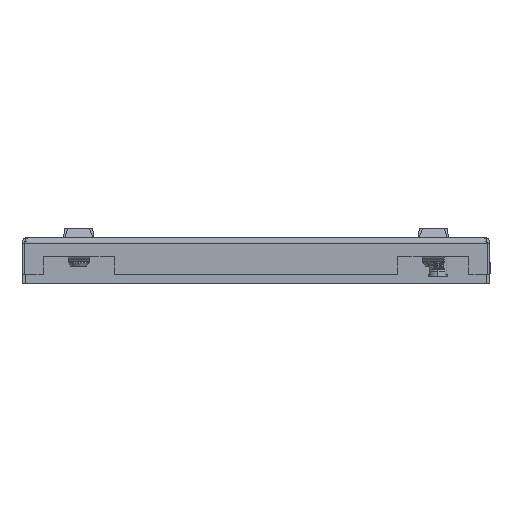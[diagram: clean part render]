
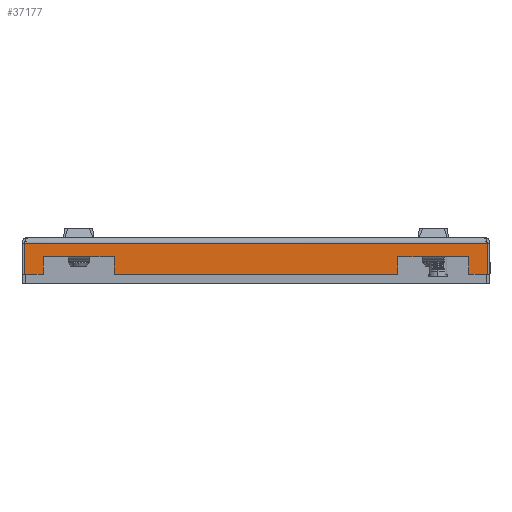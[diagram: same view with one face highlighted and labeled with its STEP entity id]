
A CAD part, left-side view. The second image highlights one B-rep face of the part: STEP entity #37177.
In plain terms, the highlighted planar face has unit normal (-1, 0, 0).
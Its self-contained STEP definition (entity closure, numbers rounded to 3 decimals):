
#2611 = DIRECTION ( 'NONE',  ( 0., 0., -1. ) ) ;
#2613 = CARTESIAN_POINT ( 'NONE',  ( -232.5, -97.999, 195.701 ) ) ;
#2614 = DIRECTION ( 'NONE',  ( 0., -1., 0. ) ) ;
#2615 = CARTESIAN_POINT ( 'NONE',  ( -232.5, -98., -14. ) ) ;
#2616 = DIRECTION ( 'NONE',  ( 0., 0., -1. ) ) ;
#2617 = CARTESIAN_POINT ( 'NONE',  ( -232.5, -90., -14. ) ) ;
#2618 = DIRECTION ( 'NONE',  ( 0., -1., 0. ) ) ;
#2619 = CARTESIAN_POINT ( 'NONE',  ( -232.5, -90., -6.5 ) ) ;
#2620 = DIRECTION ( 'NONE',  ( 0., 0., 1. ) ) ;
#2621 = CARTESIAN_POINT ( 'NONE',  ( -232.5, -60., -14. ) ) ;
#2622 = DIRECTION ( 'NONE',  ( 0., -1., 0. ) ) ;
#2623 = CARTESIAN_POINT ( 'NONE',  ( -232.5, -98., -14. ) ) ;
#2624 = DIRECTION ( 'NONE',  ( 0., 0., -1. ) ) ;
#2625 = CARTESIAN_POINT ( 'NONE',  ( -232.5, 60., -14. ) ) ;
#2626 = DIRECTION ( 'NONE',  ( 0., -1., 0. ) ) ;
#2627 = CARTESIAN_POINT ( 'NONE',  ( -232.5, 90., -6.5 ) ) ;
#2628 = DIRECTION ( 'NONE',  ( 0., 0., 1. ) ) ;
#2629 = CARTESIAN_POINT ( 'NONE',  ( -232.5, 90., -14. ) ) ;
#2630 = DIRECTION ( 'NONE',  ( 0., -1., 0. ) ) ;
#2631 = DIRECTION ( 'NONE',  ( 0., 0., -1. ) ) ;
#2633 = CARTESIAN_POINT ( 'NONE',  ( -232.5, 97.999, 195.697 ) ) ;
#2634 = DIRECTION ( 'NONE',  ( 0., -1., 0. ) ) ;
#2639 = CARTESIAN_POINT ( 'NONE',  ( -232.5, -98., -14. ) ) ;
#2640 = CARTESIAN_POINT ( 'NONE',  ( -232.5, 196.01, -0.75 ) ) ;
#3096 = EDGE_CURVE ( 'NONE', #11149, #11151, #59219, .T. ) ;
#3097 = EDGE_CURVE ( 'NONE', #11149, #11175, #59224, .T. ) ;
#3098 = EDGE_CURVE ( 'NONE', #11175, #11181, #59226, .T. ) ;
#3099 = EDGE_CURVE ( 'NONE', #11181, #11183, #59229, .T. ) ;
#3100 = EDGE_CURVE ( 'NONE', #11183, #11184, #59231, .T. ) ;
#3101 = EDGE_CURVE ( 'NONE', #11184, #11187, #59233, .T. ) ;
#3102 = EDGE_CURVE ( 'NONE', #11187, #11189, #59235, .T. ) ;
#3103 = EDGE_CURVE ( 'NONE', #11189, #11191, #59237, .T. ) ;
#3104 = EDGE_CURVE ( 'NONE', #11191, #11192, #59239, .T. ) ;
#3105 = EDGE_CURVE ( 'NONE', #11192, #11194, #59241, .T. ) ;
#3106 = EDGE_CURVE ( 'NONE', #11194, #11196, #59243, .T. ) ;
#3107 = EDGE_CURVE ( 'NONE', #11151, #11196, #59245, .T. ) ;
#6289 = AXIS2_PLACEMENT_3D ( 'NONE', #49257, #49215, #49214 ) ;
#11149 = VERTEX_POINT ( 'NONE', #18398 ) ;
#11151 = VERTEX_POINT ( 'NONE', #18397 ) ;
#11175 = VERTEX_POINT ( 'NONE', #18386 ) ;
#11181 = VERTEX_POINT ( 'NONE', #18383 ) ;
#11183 = VERTEX_POINT ( 'NONE', #18382 ) ;
#11184 = VERTEX_POINT ( 'NONE', #18381 ) ;
#11187 = VERTEX_POINT ( 'NONE', #18380 ) ;
#11189 = VERTEX_POINT ( 'NONE', #18379 ) ;
#11191 = VERTEX_POINT ( 'NONE', #18378 ) ;
#11192 = VERTEX_POINT ( 'NONE', #18377 ) ;
#11194 = VERTEX_POINT ( 'NONE', #18376 ) ;
#11196 = VERTEX_POINT ( 'NONE', #18375 ) ;
#17746 = EDGE_LOOP ( 'NONE', ( #46734, #46737, #46739, #46741, #46743, #46745, #46747, #46750, #46752, #46754, #46756, #46758 ) ) ;
#18375 = CARTESIAN_POINT ( 'NONE',  ( -232.5, -97.999, -14. ) ) ;
#18376 = CARTESIAN_POINT ( 'NONE',  ( -232.5, -90., -14. ) ) ;
#18377 = CARTESIAN_POINT ( 'NONE',  ( -232.5, -90., -6.5 ) ) ;
#18378 = CARTESIAN_POINT ( 'NONE',  ( -232.5, -60., -6.5 ) ) ;
#18379 = CARTESIAN_POINT ( 'NONE',  ( -232.5, -60., -14. ) ) ;
#18380 = CARTESIAN_POINT ( 'NONE',  ( -232.5, 60., -14. ) ) ;
#18381 = CARTESIAN_POINT ( 'NONE',  ( -232.5, 60., -6.5 ) ) ;
#18382 = CARTESIAN_POINT ( 'NONE',  ( -232.5, 90., -6.5 ) ) ;
#18383 = CARTESIAN_POINT ( 'NONE',  ( -232.5, 90., -14. ) ) ;
#18386 = CARTESIAN_POINT ( 'NONE',  ( -232.5, 97.999, -14. ) ) ;
#18397 = CARTESIAN_POINT ( 'NONE',  ( -232.5, -97.999, -0.75 ) ) ;
#18398 = CARTESIAN_POINT ( 'NONE',  ( -232.5, 97.999, -0.75 ) ) ;
#37177 = ADVANCED_FACE ( 'NONE', ( #59721 ), #49217, .F. ) ;
#46734 = ORIENTED_EDGE ( 'NONE', *, *, #3096, .F. ) ;
#46737 = ORIENTED_EDGE ( 'NONE', *, *, #3097, .T. ) ;
#46739 = ORIENTED_EDGE ( 'NONE', *, *, #3098, .T. ) ;
#46741 = ORIENTED_EDGE ( 'NONE', *, *, #3099, .T. ) ;
#46743 = ORIENTED_EDGE ( 'NONE', *, *, #3100, .T. ) ;
#46745 = ORIENTED_EDGE ( 'NONE', *, *, #3101, .T. ) ;
#46747 = ORIENTED_EDGE ( 'NONE', *, *, #3102, .T. ) ;
#46750 = ORIENTED_EDGE ( 'NONE', *, *, #3103, .T. ) ;
#46752 = ORIENTED_EDGE ( 'NONE', *, *, #3104, .T. ) ;
#46754 = ORIENTED_EDGE ( 'NONE', *, *, #3105, .T. ) ;
#46756 = ORIENTED_EDGE ( 'NONE', *, *, #3106, .T. ) ;
#46758 = ORIENTED_EDGE ( 'NONE', *, *, #3107, .F. ) ;
#49214 = DIRECTION ( 'NONE',  ( 0., 0., -1. ) ) ;
#49215 = DIRECTION ( 'NONE',  ( 1., 0., 0. ) ) ;
#49217 = PLANE ( 'NONE',  #6289 ) ;
#49257 = CARTESIAN_POINT ( 'NONE',  ( -232.5, -98., 0. ) ) ;
#59219 = LINE ( 'NONE', #2640, #59225 ) ;
#59224 = LINE ( 'NONE', #2633, #59228 ) ;
#59225 = VECTOR ( 'NONE', #2634, 1000. ) ;
#59226 = LINE ( 'NONE', #2639, #59230 ) ;
#59228 = VECTOR ( 'NONE', #2631, 1000. ) ;
#59229 = LINE ( 'NONE', #2629, #59232 ) ;
#59230 = VECTOR ( 'NONE', #2630, 1000. ) ;
#59231 = LINE ( 'NONE', #2627, #59234 ) ;
#59232 = VECTOR ( 'NONE', #2628, 1000. ) ;
#59233 = LINE ( 'NONE', #2625, #59236 ) ;
#59234 = VECTOR ( 'NONE', #2626, 1000. ) ;
#59235 = LINE ( 'NONE', #2623, #59238 ) ;
#59236 = VECTOR ( 'NONE', #2624, 1000. ) ;
#59237 = LINE ( 'NONE', #2621, #59240 ) ;
#59238 = VECTOR ( 'NONE', #2622, 1000. ) ;
#59239 = LINE ( 'NONE', #2619, #59242 ) ;
#59240 = VECTOR ( 'NONE', #2620, 1000. ) ;
#59241 = LINE ( 'NONE', #2617, #59244 ) ;
#59242 = VECTOR ( 'NONE', #2618, 1000. ) ;
#59243 = LINE ( 'NONE', #2615, #59246 ) ;
#59244 = VECTOR ( 'NONE', #2616, 1000. ) ;
#59245 = LINE ( 'NONE', #2613, #59248 ) ;
#59246 = VECTOR ( 'NONE', #2614, 1000. ) ;
#59248 = VECTOR ( 'NONE', #2611, 1000. ) ;
#59721 = FACE_OUTER_BOUND ( 'NONE', #17746, .T. ) ;
